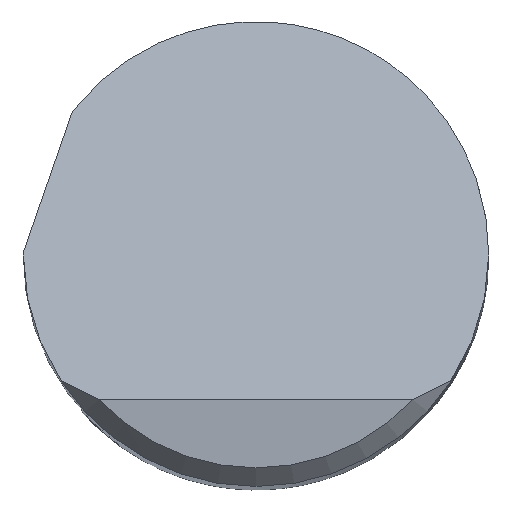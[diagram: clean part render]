
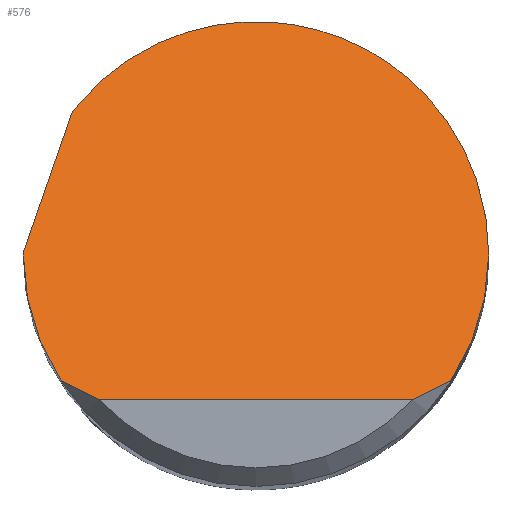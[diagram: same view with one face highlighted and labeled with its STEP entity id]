
A CAD part, top view. The second image highlights one B-rep face of the part: STEP entity #576.
In plain terms, the highlighted planar face has unit normal (0, 0.707, 0.707).
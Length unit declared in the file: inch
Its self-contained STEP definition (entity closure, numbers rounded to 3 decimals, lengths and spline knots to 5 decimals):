
#6 = EDGE_CURVE ( 'NONE', #689, #594, #504, .T. ) ;
#19 = ORIENTED_EDGE ( 'NONE', *, *, #762, .T. ) ;
#33 = EDGE_CURVE ( 'NONE', #721, #613, #761, .T. ) ;
#35 = ORIENTED_EDGE ( 'NONE', *, *, #6, .F. ) ;
#42 = CARTESIAN_POINT ( 'NONE',  ( 0.17704, -0.0718, 1.9543 ) ) ;
#44 = CARTESIAN_POINT ( 'NONE',  ( 0.12629, -0.1175, 2. ) ) ;
#50 = EDGE_CURVE ( 'NONE', #594, #618, #572, .T. ) ;
#54 = CARTESIAN_POINT ( 'NONE',  ( -0.14795, 0.11518, 1.76732 ) ) ;
#55 = VECTOR ( 'NONE', #326, 39.37008 ) ;
#87 = CARTESIAN_POINT ( 'NONE',  ( 0.12629, -0.1175, 2. ) ) ;
#90 = CARTESIAN_POINT ( 'NONE',  ( -0.157, -0.1025, 1.985 ) ) ;
#95 = ORIENTED_EDGE ( 'NONE', *, *, #564, .F. ) ;
#158 =( BOUNDED_CURVE ( )  B_SPLINE_CURVE ( 3, ( #178, #756, #826, #373 ),
 .UNSPECIFIED., .F., .F. ) 
 B_SPLINE_CURVE_WITH_KNOTS ( ( 4, 4 ),
 ( 4.13401, 4.71239 ),
 .UNSPECIFIED. ) 
 CURVE ( )  GEOMETRIC_REPRESENTATION_ITEM ( )  RATIONAL_B_SPLINE_CURVE ( ( 1., 0.972, 0.972, 1. ) ) 
 REPRESENTATION_ITEM ( '' )  );
#168 = DIRECTION ( 'NONE',  ( 0.238, 0.687, -0.687 ) ) ;
#178 = CARTESIAN_POINT ( 'NONE',  ( -0.157, -0.1025, 1.985 ) ) ;
#212 = CARTESIAN_POINT ( 'NONE',  ( -0.157, -0.1025, 1.985 ) ) ;
#217 = CARTESIAN_POINT ( 'NONE',  ( 0.14711, -0.10785, 1.99035 ) ) ;
#220 = AXIS2_PLACEMENT_3D ( 'NONE', #505, #701, #499 ) ;
#232 =( BOUNDED_CURVE ( )  B_SPLINE_CURVE ( 3, ( #619, #627, #42, #235 ),
 .UNSPECIFIED., .F., .F. ) 
 B_SPLINE_CURVE_WITH_KNOTS ( ( 4, 4 ),
 ( 1.5708, 2.14917 ),
 .UNSPECIFIED. ) 
 CURVE ( )  GEOMETRIC_REPRESENTATION_ITEM ( )  RATIONAL_B_SPLINE_CURVE ( ( 1., 0.972, 0.972, 1. ) ) 
 REPRESENTATION_ITEM ( '' )  );
#235 = CARTESIAN_POINT ( 'NONE',  ( 0.157, -0.1025, 1.985 ) ) ;
#242 = PLANE ( 'NONE',  #220 ) ;
#255 = EDGE_CURVE ( 'NONE', #786, #689, #831, .T. ) ;
#272 = ORIENTED_EDGE ( 'NONE', *, *, #33, .T. ) ;
#303 = VERTEX_POINT ( 'NONE', #660 ) ;
#322 = FACE_OUTER_BOUND ( 'NONE', #447, .T. ) ;
#326 = DIRECTION ( 'NONE',  ( 1., 0., 0. ) ) ;
#350 = CARTESIAN_POINT ( 'NONE',  ( 0.1369, -0.11288, 1.99538 ) ) ;
#358 = CARTESIAN_POINT ( 'NONE',  ( -0.1875, 0., 1.8825 ) ) ;
#373 = CARTESIAN_POINT ( 'NONE',  ( -0.1875, 0., 1.8825 ) ) ;
#397 = ORIENTED_EDGE ( 'NONE', *, *, #419, .F. ) ;
#400 = ORIENTED_EDGE ( 'NONE', *, *, #50, .F. ) ;
#413 = CARTESIAN_POINT ( 'NONE',  ( -0.14711, -0.10785, 1.99035 ) ) ;
#416 = CARTESIAN_POINT ( 'NONE',  ( -0.1875, 0., 1.8825 ) ) ;
#417 = CARTESIAN_POINT ( 'NONE',  ( 0.157, -0.1025, 1.985 ) ) ;
#418 = ORIENTED_EDGE ( 'NONE', *, *, #255, .F. ) ;
#419 = EDGE_CURVE ( 'NONE', #618, #303, #232, .T. ) ;
#432 = CARTESIAN_POINT ( 'NONE',  ( -0.1875, 0.001, 1.8815 ) ) ;
#441 = B_SPLINE_CURVE_WITH_KNOTS ( 'NONE', 3,
 ( #87, #350, #217, #417 ),
 .UNSPECIFIED., .F., .F.,
 ( 4, 4 ),
 ( 0., 0.00095 ),
 .UNSPECIFIED. ) ;
#447 = EDGE_LOOP ( 'NONE', ( #272, #817, #397, #400, #35, #418, #95, #19 ) ) ;
#459 = VECTOR ( 'NONE', #168, 39.37008 ) ;
#466 = CARTESIAN_POINT ( 'NONE',  ( -0.12629, -0.1175, 2. ) ) ;
#471 = CARTESIAN_POINT ( 'NONE',  ( 0.1875, 0.21502, 1.66748 ) ) ;
#493 = CARTESIAN_POINT ( 'NONE',  ( -0.12629, -0.1175, 2. ) ) ;
#499 = DIRECTION ( 'NONE',  ( 0., 0.707, -0.707 ) ) ;
#503 = EDGE_CURVE ( 'NONE', #613, #303, #441, .T. ) ;
#504 = LINE ( 'NONE', #693, #459 ) ;
#505 = CARTESIAN_POINT ( 'NONE',  ( -0.1875, -0.1175, 2. ) ) ;
#512 = CARTESIAN_POINT ( 'NONE',  ( 0., -0.1175, 2. ) ) ;
#564 = EDGE_CURVE ( 'NONE', #806, #786, #158, .T. ) ;
#572 =( BOUNDED_CURVE ( )  B_SPLINE_CURVE ( 3, ( #782, #637, #471, #712 ),
 .UNSPECIFIED., .F., .F. ) 
 B_SPLINE_CURVE_WITH_KNOTS ( ( 4, 4 ),
 ( 5.37386, 7.85398 ),
 .UNSPECIFIED. ) 
 CURVE ( )  GEOMETRIC_REPRESENTATION_ITEM ( )  RATIONAL_B_SPLINE_CURVE ( ( 1., 0.55, 0.55, 1. ) ) 
 REPRESENTATION_ITEM ( '' )  );
#576 = ADVANCED_FACE ( 'NONE', ( #322 ), #242, .F. ) ;
#594 = VERTEX_POINT ( 'NONE', #54 ) ;
#613 = VERTEX_POINT ( 'NONE', #44 ) ;
#618 = VERTEX_POINT ( 'NONE', #769 ) ;
#619 = CARTESIAN_POINT ( 'NONE',  ( 0.1875, 0., 1.8825 ) ) ;
#627 = CARTESIAN_POINT ( 'NONE',  ( 0.1875, -0.03666, 1.91916 ) ) ;
#637 = CARTESIAN_POINT ( 'NONE',  ( -0.01587, 0.28485, 1.59765 ) ) ;
#660 = CARTESIAN_POINT ( 'NONE',  ( 0.157, -0.1025, 1.985 ) ) ;
#686 = CARTESIAN_POINT ( 'NONE',  ( -0.1875, 0.00033, 1.88217 ) ) ;
#689 = VERTEX_POINT ( 'NONE', #832 ) ;
#693 = CARTESIAN_POINT ( 'NONE',  ( -0.22622, -0.1108, 1.9933 ) ) ;
#701 = DIRECTION ( 'NONE',  ( 0., -0.707, -0.707 ) ) ;
#712 = CARTESIAN_POINT ( 'NONE',  ( 0.1875, 0., 1.8825 ) ) ;
#721 = VERTEX_POINT ( 'NONE', #466 ) ;
#723 = CARTESIAN_POINT ( 'NONE',  ( -0.1875, 0.00067, 1.88183 ) ) ;
#735 = CARTESIAN_POINT ( 'NONE',  ( -0.1369, -0.11288, 1.99538 ) ) ;
#756 = CARTESIAN_POINT ( 'NONE',  ( -0.17704, -0.0718, 1.9543 ) ) ;
#761 = LINE ( 'NONE', #512, #55 ) ;
#762 = EDGE_CURVE ( 'NONE', #806, #721, #825, .T. ) ;
#769 = CARTESIAN_POINT ( 'NONE',  ( 0.1875, 0., 1.8825 ) ) ;
#782 = CARTESIAN_POINT ( 'NONE',  ( -0.14795, 0.11518, 1.76732 ) ) ;
#786 = VERTEX_POINT ( 'NONE', #416 ) ;
#806 = VERTEX_POINT ( 'NONE', #90 ) ;
#817 = ORIENTED_EDGE ( 'NONE', *, *, #503, .T. ) ;
#825 = B_SPLINE_CURVE_WITH_KNOTS ( 'NONE', 3,
 ( #212, #413, #735, #493 ),
 .UNSPECIFIED., .F., .F.,
 ( 4, 4 ),
 ( 0., 0.00095 ),
 .UNSPECIFIED. ) ;
#826 = CARTESIAN_POINT ( 'NONE',  ( -0.1875, -0.03666, 1.91916 ) ) ;
#831 =( BOUNDED_CURVE ( )  B_SPLINE_CURVE ( 3, ( #358, #686, #723, #432 ),
 .UNSPECIFIED., .F., .F. ) 
 B_SPLINE_CURVE_WITH_KNOTS ( ( 4, 4 ),
 ( 4.71239, 4.71772 ),
 .UNSPECIFIED. ) 
 CURVE ( )  GEOMETRIC_REPRESENTATION_ITEM ( )  RATIONAL_B_SPLINE_CURVE ( ( 1., 1., 1., 1. ) ) 
 REPRESENTATION_ITEM ( '' )  );
#832 = CARTESIAN_POINT ( 'NONE',  ( -0.1875, 0.001, 1.8815 ) ) ;
